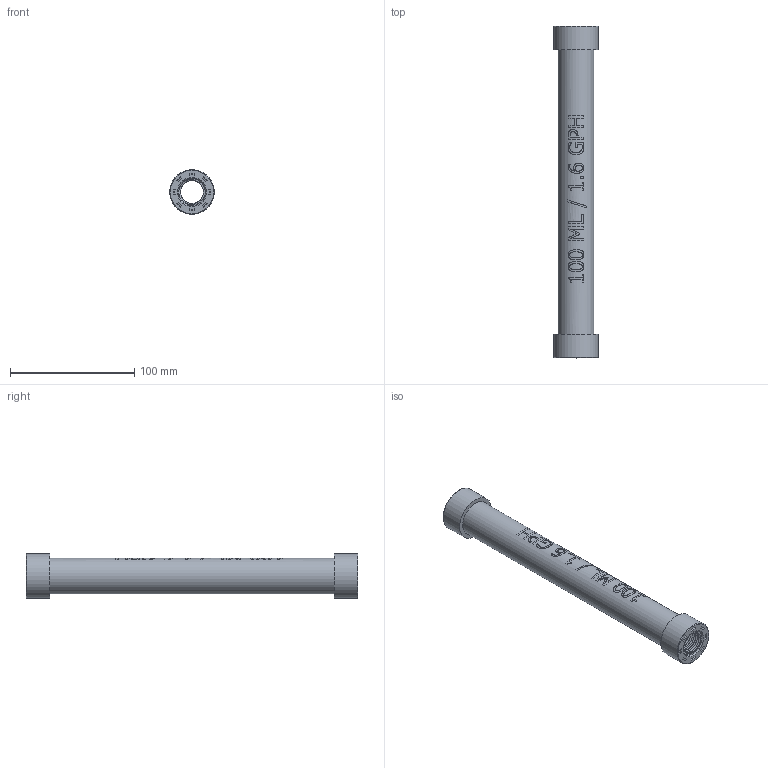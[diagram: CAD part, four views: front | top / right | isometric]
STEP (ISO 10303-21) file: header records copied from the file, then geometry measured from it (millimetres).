
FILE_DESCRIPTION((''),'2;1');
FILE_NAME('PV#2-100_R0.stp','2016-03-17T11:05:06',('Engineering'),(''),'Autodesk Inventor 2009','Autodesk Inventor 2009','');
FILE_SCHEMA(('AUTOMOTIVE_DESIGN { 1 0 10303 214 1 1 1 1 }'));
Length unit declared in the file: inch
Products named in the file (3): PV#2-100_R0; PV100-ENCAP; PV-100-TUBE_R0
Assembly tree (3 placements, depth 2):
  PV#2-100_R0
    PV100-ENCAP  x2
    PV-100-TUBE_R0
Bounding box: 35.89 x 266.7 x 35.89 mm (x, y, z)
Volume: 55671.2 mm3; surface area: 57091.6 mm2
Topology: 3 solids, 3 shells, 447 faces, 1163 edges, 756 vertices
Faces by surface type: plane 158, bspline 135, cone 102, cylinder 52
Full cylindrical faces by diameter (mm): 18.258 x14, 25.527 x1, 28.575 x1, 35.892 x2
Entity records: 38140 total; most frequent: CARTESIAN_POINT 31398, ORIENTED_EDGE 1576, DIRECTION 1016, EDGE_CURVE 788, VERTEX_POINT 521, VECTOR 388, LINE 388, EDGE_LOOP 343
